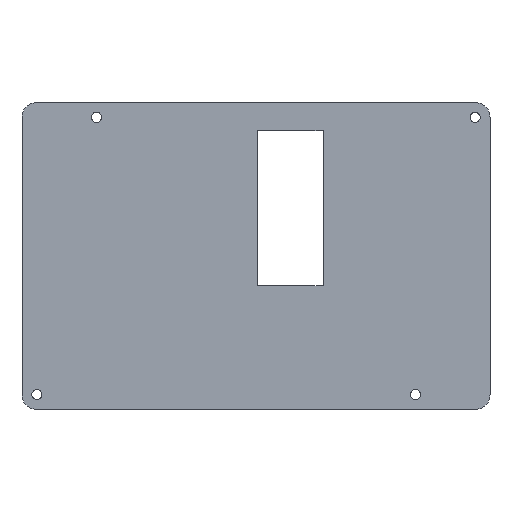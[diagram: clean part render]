
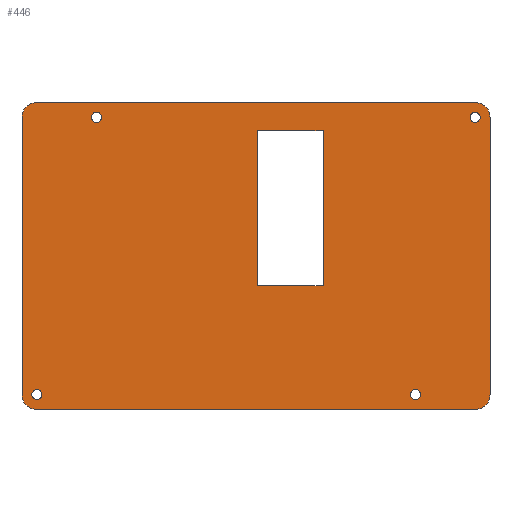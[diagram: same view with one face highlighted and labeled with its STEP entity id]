
A CAD part, top view. The second image highlights one B-rep face of the part: STEP entity #446.
In plain terms, the highlighted planar face has unit normal (0, 0, 1).
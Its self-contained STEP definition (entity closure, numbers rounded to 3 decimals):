
#20=FACE_BOUND('',#98,.T.);
#21=FACE_BOUND('',#99,.T.);
#22=FACE_BOUND('',#100,.T.);
#23=FACE_BOUND('',#101,.T.);
#24=FACE_BOUND('',#102,.T.);
#25=CIRCLE('',#466,5.);
#34=CIRCLE('',#478,5.);
#35=CIRCLE('',#481,5.);
#36=CIRCLE('',#483,5.);
#37=CIRCLE('',#489,1.7);
#38=CIRCLE('',#491,1.7);
#39=CIRCLE('',#493,1.7);
#40=CIRCLE('',#495,1.7);
#70=FACE_OUTER_BOUND('',#97,.T.);
#97=EDGE_LOOP('',(#395,#396,#397,#398,#399,#400,#401,#402));
#98=EDGE_LOOP('',(#403,#404,#405,#406));
#99=EDGE_LOOP('',(#407));
#100=EDGE_LOOP('',(#408));
#101=EDGE_LOOP('',(#409));
#102=EDGE_LOOP('',(#410));
#103=LINE('',#625,#147);
#107=LINE('',#634,#151);
#111=LINE('',#641,#155);
#122=LINE('',#667,#166);
#132=LINE('',#704,#176);
#140=LINE('',#722,#184);
#145=LINE('',#740,#189);
#146=LINE('',#742,#190);
#147=VECTOR('',#503,10.);
#151=VECTOR('',#509,10.);
#155=VECTOR('',#515,10.);
#166=VECTOR('',#536,10.);
#176=VECTOR('',#568,10.);
#184=VECTOR('',#592,10.);
#189=VECTOR('',#615,10.);
#190=VECTOR('',#618,10.);
#191=VERTEX_POINT('',#623);
#192=VERTEX_POINT('',#624);
#195=VERTEX_POINT('',#632);
#196=VERTEX_POINT('',#633);
#203=VERTEX_POINT('',#654);
#204=VERTEX_POINT('',#655);
#208=VERTEX_POINT('',#665);
#222=VERTEX_POINT('',#697);
#223=VERTEX_POINT('',#698);
#224=VERTEX_POINT('',#703);
#225=VERTEX_POINT('',#707);
#226=VERTEX_POINT('',#711);
#227=VERTEX_POINT('',#724);
#228=VERTEX_POINT('',#728);
#229=VERTEX_POINT('',#732);
#230=VERTEX_POINT('',#736);
#231=EDGE_CURVE('',#191,#192,#103,.T.);
#235=EDGE_CURVE('',#195,#196,#107,.T.);
#239=EDGE_CURVE('',#192,#195,#111,.T.);
#246=EDGE_CURVE('',#203,#204,#25,.T.);
#252=EDGE_CURVE('',#203,#208,#122,.T.);
#267=EDGE_CURVE('',#222,#223,#34,.T.);
#270=EDGE_CURVE('',#224,#223,#132,.T.);
#272=EDGE_CURVE('',#224,#225,#35,.T.);
#274=EDGE_CURVE('',#226,#208,#36,.T.);
#280=EDGE_CURVE('',#196,#191,#140,.T.);
#281=EDGE_CURVE('',#227,#227,#37,.T.);
#283=EDGE_CURVE('',#228,#228,#38,.T.);
#285=EDGE_CURVE('',#229,#229,#39,.T.);
#287=EDGE_CURVE('',#230,#230,#40,.T.);
#289=EDGE_CURVE('',#226,#225,#145,.T.);
#290=EDGE_CURVE('',#222,#204,#146,.T.);
#395=ORIENTED_EDGE('',*,*,#246,.F.);
#396=ORIENTED_EDGE('',*,*,#252,.T.);
#397=ORIENTED_EDGE('',*,*,#274,.F.);
#398=ORIENTED_EDGE('',*,*,#289,.T.);
#399=ORIENTED_EDGE('',*,*,#272,.F.);
#400=ORIENTED_EDGE('',*,*,#270,.T.);
#401=ORIENTED_EDGE('',*,*,#267,.F.);
#402=ORIENTED_EDGE('',*,*,#290,.T.);
#403=ORIENTED_EDGE('',*,*,#231,.T.);
#404=ORIENTED_EDGE('',*,*,#239,.T.);
#405=ORIENTED_EDGE('',*,*,#235,.T.);
#406=ORIENTED_EDGE('',*,*,#280,.T.);
#407=ORIENTED_EDGE('',*,*,#287,.T.);
#408=ORIENTED_EDGE('',*,*,#285,.T.);
#409=ORIENTED_EDGE('',*,*,#283,.T.);
#410=ORIENTED_EDGE('',*,*,#281,.T.);
#424=PLANE('',#498);
#446=ADVANCED_FACE('',(#70,#20,#21,#22,#23,#24),#424,.T.);
#466=AXIS2_PLACEMENT_3D('',#656,#526,#527);
#478=AXIS2_PLACEMENT_3D('',#699,#562,#563);
#481=AXIS2_PLACEMENT_3D('',#708,#572,#573);
#483=AXIS2_PLACEMENT_3D('',#712,#577,#578);
#489=AXIS2_PLACEMENT_3D('',#725,#595,#596);
#491=AXIS2_PLACEMENT_3D('',#729,#600,#601);
#493=AXIS2_PLACEMENT_3D('',#733,#605,#606);
#495=AXIS2_PLACEMENT_3D('',#737,#610,#611);
#498=AXIS2_PLACEMENT_3D('',#743,#619,#620);
#503=DIRECTION('',(0.,-1.,0.));
#509=DIRECTION('',(0.,1.,0.));
#515=DIRECTION('',(-1.,0.,0.));
#526=DIRECTION('center_axis',(0.,0.,-1.));
#527=DIRECTION('ref_axis',(-0.707,-0.707,0.));
#536=DIRECTION('',(1.,0.,0.));
#562=DIRECTION('center_axis',(0.,0.,-1.));
#563=DIRECTION('ref_axis',(-0.707,0.707,0.));
#568=DIRECTION('',(-1.,0.,0.));
#572=DIRECTION('center_axis',(0.,0.,-1.));
#573=DIRECTION('ref_axis',(0.707,0.707,0.));
#577=DIRECTION('center_axis',(0.,0.,-1.));
#578=DIRECTION('ref_axis',(0.707,-0.707,0.));
#592=DIRECTION('',(1.,0.,0.));
#595=DIRECTION('center_axis',(0.,0.,-1.));
#596=DIRECTION('ref_axis',(1.,0.,0.));
#600=DIRECTION('center_axis',(0.,0.,-1.));
#601=DIRECTION('ref_axis',(1.,0.,0.));
#605=DIRECTION('center_axis',(0.,0.,-1.));
#606=DIRECTION('ref_axis',(1.,0.,0.));
#610=DIRECTION('center_axis',(0.,0.,-1.));
#611=DIRECTION('ref_axis',(1.,0.,0.));
#615=DIRECTION('',(0.,1.,0.));
#618=DIRECTION('',(0.,-1.,0.));
#619=DIRECTION('center_axis',(0.,0.,1.));
#620=DIRECTION('ref_axis',(1.,0.,0.));
#623=CARTESIAN_POINT('',(37.741,49.085,3.));
#624=CARTESIAN_POINT('',(37.741,-2.915,3.));
#625=CARTESIAN_POINT('',(37.741,28.085,3.));
#632=CARTESIAN_POINT('',(15.741,-2.915,3.));
#633=CARTESIAN_POINT('',(15.741,49.085,3.));
#634=CARTESIAN_POINT('',(15.741,2.085,3.));
#641=CARTESIAN_POINT('',(26.491,-2.915,3.));
#654=CARTESIAN_POINT('',(-58.259,-44.415,3.));
#655=CARTESIAN_POINT('',(-63.259,-39.415,3.));
#656=CARTESIAN_POINT('Origin',(-58.259,-39.415,3.));
#665=CARTESIAN_POINT('',(88.741,-44.415,3.));
#667=CARTESIAN_POINT('',(93.741,-44.415,3.));
#697=CARTESIAN_POINT('',(-63.259,53.585,3.));
#698=CARTESIAN_POINT('',(-58.259,58.585,3.));
#699=CARTESIAN_POINT('Origin',(-58.259,53.585,3.));
#703=CARTESIAN_POINT('',(88.741,58.585,3.));
#704=CARTESIAN_POINT('',(-63.259,58.585,3.));
#707=CARTESIAN_POINT('',(93.741,53.585,3.));
#708=CARTESIAN_POINT('Origin',(88.741,53.585,3.));
#711=CARTESIAN_POINT('',(93.741,-39.415,3.));
#712=CARTESIAN_POINT('Origin',(88.741,-39.415,3.));
#722=CARTESIAN_POINT('',(15.491,49.085,3.));
#724=CARTESIAN_POINT('',(87.041,53.585,3.));
#725=CARTESIAN_POINT('Origin',(88.741,53.585,3.));
#728=CARTESIAN_POINT('',(-39.959,53.585,3.));
#729=CARTESIAN_POINT('Origin',(-38.259,53.585,3.));
#732=CARTESIAN_POINT('',(67.041,-39.415,3.));
#733=CARTESIAN_POINT('Origin',(68.741,-39.415,3.));
#736=CARTESIAN_POINT('',(-59.959,-39.415,3.));
#737=CARTESIAN_POINT('Origin',(-58.259,-39.415,3.));
#740=CARTESIAN_POINT('',(93.741,58.585,3.));
#742=CARTESIAN_POINT('',(-63.259,-44.415,3.));
#743=CARTESIAN_POINT('Origin',(15.241,7.085,3.));
